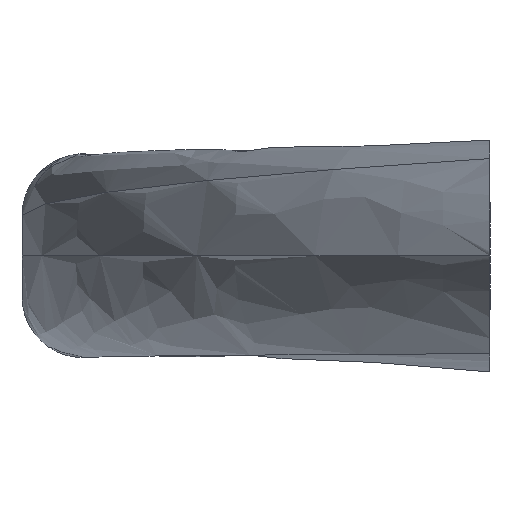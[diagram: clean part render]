
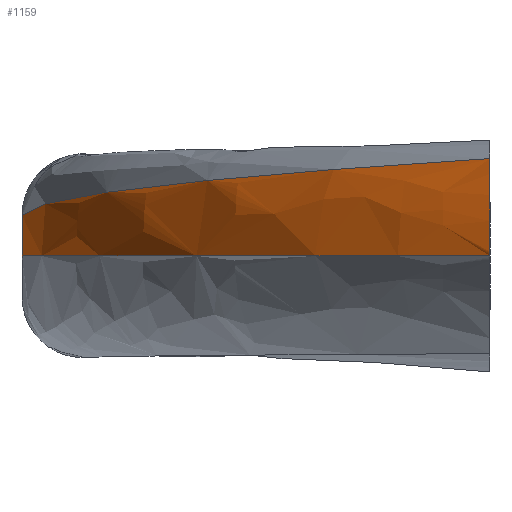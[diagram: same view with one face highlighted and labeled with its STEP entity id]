
A CAD part, left-side view. The second image highlights one B-rep face of the part: STEP entity #1159.
In plain terms, the highlighted free-form (B-spline) face has degree [3, 3] with [16, 4] control points.
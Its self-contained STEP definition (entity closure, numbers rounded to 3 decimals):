
#13 = CARTESIAN_POINT ( 'NONE',  ( -53.882, 0., 4.787 ) ) ;
#25 = CARTESIAN_POINT ( 'NONE',  ( -43.086, 14.801, 0.787 ) ) ;
#28 = CARTESIAN_POINT ( 'NONE',  ( -55.956, 0., 3.888 ) ) ;
#34 = VERTEX_POINT ( 'NONE', #350 ) ;
#35 = CARTESIAN_POINT ( 'NONE',  ( -22.134, 23., 0.1 ) ) ;
#41 = CARTESIAN_POINT ( 'NONE',  ( -59.346, 0., 1.034 ) ) ;
#49 = FACE_OUTER_BOUND ( 'NONE', #895, .T. ) ;
#78 = CARTESIAN_POINT ( 'NONE',  ( -20.041, 22.706, 2.929 ) ) ;
#86 = CARTESIAN_POINT ( 'NONE',  ( 0., 23., 2. ) ) ;
#102 = DIRECTION ( 'NONE',  ( 0., 0., 1. ) ) ;
#117 = CARTESIAN_POINT ( 'NONE',  ( -43.526, 14.807, 0. ) ) ;
#119 = CARTESIAN_POINT ( 'NONE',  ( 0., 23., 0. ) ) ;
#134 = CIRCLE ( 'NONE', #1103, 11.723 ) ;
#137 = CARTESIAN_POINT ( 'NONE',  ( -21.932, 22.994, 0.54 ) ) ;
#154 = CARTESIAN_POINT ( 'NONE',  ( -22.07, 22.999, 0.251 ) ) ;
#159 = VERTEX_POINT ( 'NONE', #119 ) ;
#160 = CARTESIAN_POINT ( 'NONE',  ( -60.002, 0., -0.002 ) ) ;
#165 = ORIENTED_EDGE ( 'NONE', *, *, #482, .F. ) ;
#175 = EDGE_CURVE ( 'NONE', #34, #558, #134, .T. ) ;
#198 = CARTESIAN_POINT ( 'NONE',  ( -54.496, 0., 4.574 ) ) ;
#218 = CARTESIAN_POINT ( 'NONE',  ( -20.041, 22.706, 2.929 ) ) ;
#241 = CARTESIAN_POINT ( 'NONE',  ( -43.488, 14.807, 0.148 ) ) ;
#243 = CARTESIAN_POINT ( 'NONE',  ( 0., 23., 0.052 ) ) ;
#247 = CARTESIAN_POINT ( 'NONE',  ( -22.151, 23., 0.048 ) ) ;
#254 = CARTESIAN_POINT ( 'NONE',  ( -60., 0., 0.001 ) ) ;
#263 = CARTESIAN_POINT ( 'NONE',  ( -59.994, 0., 0.075 ) ) ;
#289 = CARTESIAN_POINT ( 'NONE',  ( 0., 23., 1.855 ) ) ;
#300 = AXIS2_PLACEMENT_3D ( 'NONE', #728, #644, #525 ) ;
#314 = DIRECTION ( 'NONE',  ( 0., -1., 0. ) ) ;
#342 = CARTESIAN_POINT ( 'NONE',  ( -59.933, 0., 0.212 ) ) ;
#346 = CARTESIAN_POINT ( 'NONE',  ( -42.567, 14.785, 1.434 ) ) ;
#349 = CARTESIAN_POINT ( 'NONE',  ( 0., 23., 1.389 ) ) ;
#350 = CARTESIAN_POINT ( 'NONE',  ( -53.882, 0., 4.787 ) ) ;
#352 = CARTESIAN_POINT ( 'NONE',  ( 0., 23., 0.034 ) ) ;
#360 = ORIENTED_EDGE ( 'NONE', *, *, #760, .F. ) ;
#363 = ORIENTED_EDGE ( 'NONE', *, *, #175, .F. ) ;
#369 = CARTESIAN_POINT ( 'NONE',  ( -59.971, 0., 0.148 ) ) ;
#393 = CARTESIAN_POINT ( 'NONE',  ( 0., 23., 1.629 ) ) ;
#449 = CARTESIAN_POINT ( 'NONE',  ( 0., 23., 0.014 ) ) ;
#453 = CARTESIAN_POINT ( 'NONE',  ( -21.063, 22.916, 1.742 ) ) ;
#457 = CARTESIAN_POINT ( 'NONE',  ( -21.671, 22.977, 0.972 ) ) ;
#458 = ORIENTED_EDGE ( 'NONE', *, *, #731, .F. ) ;
#463 = CARTESIAN_POINT ( 'NONE',  ( -57.701, 0., 2.701 ) ) ;
#471 = CARTESIAN_POINT ( 'NONE',  ( 0., 23., 0.043 ) ) ;
#482 = EDGE_CURVE ( 'NONE', #992, #34, #924, .T. ) ;
#509 = B_SPLINE_SURFACE_WITH_KNOTS ( 'NONE', 3, 3, ( 
 ( #1208, #1082, #570, #254 ),
 ( #449, #894, #1099, #779 ),
 ( #773, #879, #786, #160 ),
 ( #352, #247, #1307, #263 ),
 ( #471, #668, #770, #369 ),
 ( #243, #35, #241, #1186 ),
 ( #1288, #154, #1084, #866 ),
 ( #985, #137, #25, #41 ),
 ( #1286, #457, #346, #682 ),
 ( #557, #1106, #576, #463 ),
 ( #993, #453, #885, #584 ),
 ( #765, #874, #975, #28 ),
 ( #349, #1189, #664, #562 ),
 ( #393, #704, #1314, #198 ),
 ( #289, #1343, #1008, #1031 ),
 ( #86, #78, #1128, #799 ) ),
 .UNSPECIFIED., .F., .F., .F.,
 ( 4, 1, 1, 1, 2, 1, 1, 1, 1, 1, 1, 1, 4 ),
 ( 4, 4 ),
 ( 0., 0.001, 0.002, 0.003, 0.003, 0.018, 0.033, 0.047, 0.062, 0.077, 0.092, 0.106, 0.121 ),
 ( 0., 1. ),
 .UNSPECIFIED. ) ;
#520 = CIRCLE ( 'NONE', #300, 0.389 ) ;
#525 = DIRECTION ( 'NONE',  ( 0., 0., 1. ) ) ;
#557 = CARTESIAN_POINT ( 'NONE',  ( 0., 23., 0.718 ) ) ;
#558 = VERTEX_POINT ( 'NONE', #342 ) ;
#562 = CARTESIAN_POINT ( 'NONE',  ( -55.188, 0., 4.279 ) ) ;
#570 = CARTESIAN_POINT ( 'NONE',  ( -43.526, 14.807, 0. ) ) ;
#576 = CARTESIAN_POINT ( 'NONE',  ( -41.97, 14.759, 2.04 ) ) ;
#584 = CARTESIAN_POINT ( 'NONE',  ( -56.801, 0., 3.37 ) ) ;
#613 = CARTESIAN_POINT ( 'NONE',  ( 0., 23., 2. ) ) ;
#634 = CARTESIAN_POINT ( 'NONE',  ( -22.153, 23., 0. ) ) ;
#644 = DIRECTION ( 'NONE',  ( 0., -1., 0. ) ) ;
#664 = CARTESIAN_POINT ( 'NONE',  ( -40.247, 14.638, 3.316 ) ) ;
#668 = CARTESIAN_POINT ( 'NONE',  ( -22.143, 23., 0.078 ) ) ;
#682 = CARTESIAN_POINT ( 'NONE',  ( -58.581, 0., 1.896 ) ) ;
#688 = VECTOR ( 'NONE', #102, 1000. ) ;
#704 = CARTESIAN_POINT ( 'NONE',  ( -20.26, 22.768, 2.611 ) ) ;
#721 = B_SPLINE_CURVE_WITH_KNOTS ( 'NONE', 3,
 ( #745, #634, #117, #960 ),
 .UNSPECIFIED., .F., .F.,
 ( 4, 4 ),
 ( 0., 1. ),
 .UNSPECIFIED. ) ;
#726 = EDGE_CURVE ( 'NONE', #159, #1194, #721, .T. ) ;
#728 = CARTESIAN_POINT ( 'NONE',  ( -59.611, 0., -0.006 ) ) ;
#731 = EDGE_CURVE ( 'NONE', #558, #1194, #520, .T. ) ;
#745 = CARTESIAN_POINT ( 'NONE',  ( 0., 23., 0. ) ) ;
#760 = EDGE_CURVE ( 'NONE', #159, #992, #1030, .T. ) ;
#765 = CARTESIAN_POINT ( 'NONE',  ( 0., 23., 1.154 ) ) ;
#770 = CARTESIAN_POINT ( 'NONE',  ( -43.506, 14.807, 0.113 ) ) ;
#773 = CARTESIAN_POINT ( 'NONE',  ( 0., 23., 0.017 ) ) ;
#779 = CARTESIAN_POINT ( 'NONE',  ( -60., 0., 0.004 ) ) ;
#786 = CARTESIAN_POINT ( 'NONE',  ( -43.527, 14.807, 0.004 ) ) ;
#799 = CARTESIAN_POINT ( 'NONE',  ( -53.882, 0., 4.787 ) ) ;
#866 = CARTESIAN_POINT ( 'NONE',  ( -59.753, 0., 0.478 ) ) ;
#874 = CARTESIAN_POINT ( 'NONE',  ( -20.771, 22.874, 2.065 ) ) ;
#875 = ORIENTED_EDGE ( 'NONE', *, *, #726, .T. ) ;
#879 = CARTESIAN_POINT ( 'NONE',  ( -22.154, 23., 0.011 ) ) ;
#885 = CARTESIAN_POINT ( 'NONE',  ( -41.357, 14.726, 2.556 ) ) ;
#894 = CARTESIAN_POINT ( 'NONE',  ( -22.153, 23., 0.01 ) ) ;
#895 = EDGE_LOOP ( 'NONE', ( #360, #875, #458, #363, #165 ) ) ;
#924 = B_SPLINE_CURVE_WITH_KNOTS ( 'NONE', 3,
 ( #969, #218, #959, #13 ),
 .UNSPECIFIED., .F., .F.,
 ( 4, 4 ),
 ( 0., 1. ),
 .UNSPECIFIED. ) ;
#934 = CARTESIAN_POINT ( 'NONE',  ( -60., 0., 0.001 ) ) ;
#959 = CARTESIAN_POINT ( 'NONE',  ( -39.333, 14.523, 3.858 ) ) ;
#960 = CARTESIAN_POINT ( 'NONE',  ( -60., 0., 0.001 ) ) ;
#969 = CARTESIAN_POINT ( 'NONE',  ( 0., 23., 2. ) ) ;
#975 = CARTESIAN_POINT ( 'NONE',  ( -40.777, 14.685, 2.977 ) ) ;
#985 = CARTESIAN_POINT ( 'NONE',  ( 0., 23., 0.293 ) ) ;
#992 = VERTEX_POINT ( 'NONE', #1264 ) ;
#993 = CARTESIAN_POINT ( 'NONE',  ( 0., 23., 0.928 ) ) ;
#1008 = CARTESIAN_POINT ( 'NONE',  ( -39.473, 14.544, 3.766 ) ) ;
#1030 = LINE ( 'NONE', #613, #688 ) ;
#1031 = CARTESIAN_POINT ( 'NONE',  ( -54.08, 0., 4.722 ) ) ;
#1076 = CARTESIAN_POINT ( 'NONE',  ( -50.218, 0., -6.348 ) ) ;
#1082 = CARTESIAN_POINT ( 'NONE',  ( -22.153, 23., 0. ) ) ;
#1084 = CARTESIAN_POINT ( 'NONE',  ( -43.36, 14.806, 0.365 ) ) ;
#1099 = CARTESIAN_POINT ( 'NONE',  ( -43.526, 14.807, 0.007 ) ) ;
#1103 = AXIS2_PLACEMENT_3D ( 'NONE', #1076, #314, #1258 ) ;
#1106 = CARTESIAN_POINT ( 'NONE',  ( -21.371, 22.951, 1.379 ) ) ;
#1128 = CARTESIAN_POINT ( 'NONE',  ( -39.333, 14.523, 3.858 ) ) ;
#1159 = ADVANCED_FACE ( 'NONE', ( #49 ), #509, .F. ) ;
#1186 = CARTESIAN_POINT ( 'NONE',  ( -59.944, 0., 0.196 ) ) ;
#1189 = CARTESIAN_POINT ( 'NONE',  ( -20.503, 22.824, 2.353 ) ) ;
#1194 = VERTEX_POINT ( 'NONE', #934 ) ;
#1208 = CARTESIAN_POINT ( 'NONE',  ( 0., 23., 0. ) ) ;
#1258 = DIRECTION ( 'NONE',  ( 0., 0., 1. ) ) ;
#1264 = CARTESIAN_POINT ( 'NONE',  ( 0., 23., 2. ) ) ;
#1286 = CARTESIAN_POINT ( 'NONE',  ( 0., 23., 0.51 ) ) ;
#1288 = CARTESIAN_POINT ( 'NONE',  ( 0., 23., 0.138 ) ) ;
#1307 = CARTESIAN_POINT ( 'NONE',  ( -43.522, 14.807, 0.062 ) ) ;
#1314 = CARTESIAN_POINT ( 'NONE',  ( -39.765, 14.584, 3.592 ) ) ;
#1343 = CARTESIAN_POINT ( 'NONE',  ( -20.112, 22.727, 2.811 ) ) ;
